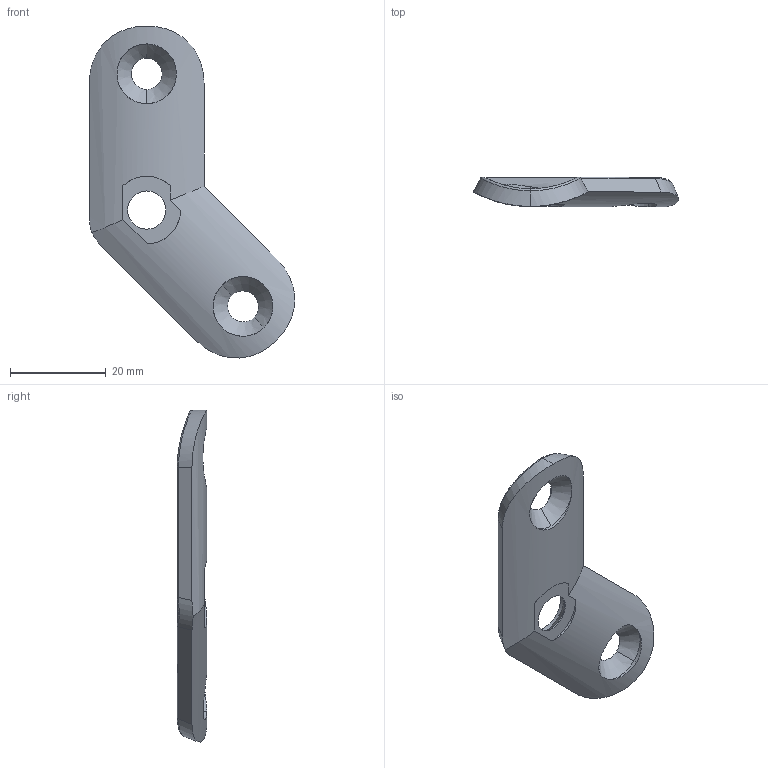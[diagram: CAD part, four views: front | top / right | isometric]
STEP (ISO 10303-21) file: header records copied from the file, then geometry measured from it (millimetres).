
FILE_DESCRIPTION (( 'STEP AP203' ), '1' );
FILE_NAME ('60178-240-G.step', '2019-03-20T12:34:24', ( '' ), ( '' ), 'SwSTEP 2.0', 'SolidWorks 2015', '' );
FILE_SCHEMA (( 'CONFIG_CONTROL_DESIGN' ));
Length unit declared in the file: millimetre
Products named in the file (1): 60178-240-G
Bounding box: 42.96 x 6.15 x 69.45 mm (x, y, z)
Volume: 5188.1 mm3; surface area: 3908.6 mm2
Topology: 1 solids, 1 shells, 283 faces, 744 edges, 490 vertices
Faces by surface type: bspline 113, plane 105, cylinder 59, cone 6
Entity records: 14186 total; most frequent: CARTESIAN_POINT 7962, ORIENTED_EDGE 1488, DIRECTION 902, EDGE_CURVE 744, VERTEX_POINT 490, VECTOR 330, LINE 330, EDGE_LOOP 316
